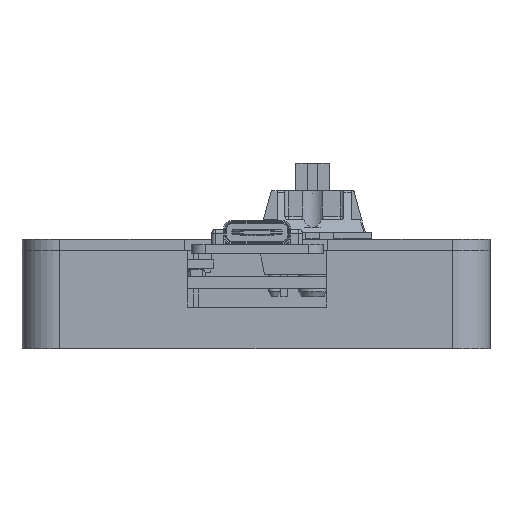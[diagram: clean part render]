
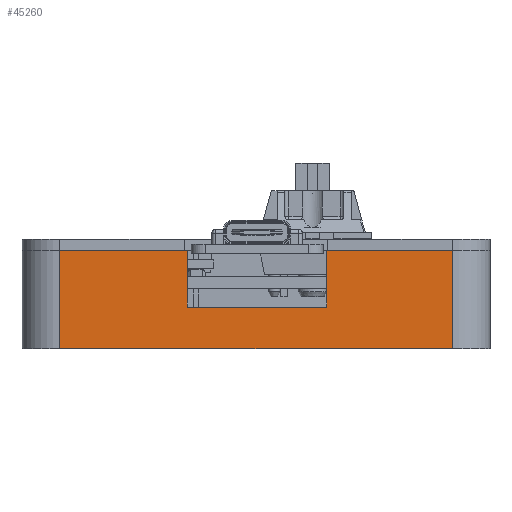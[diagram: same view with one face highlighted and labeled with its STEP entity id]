
A CAD part, front view. The second image highlights one B-rep face of the part: STEP entity #45260.
In plain terms, the highlighted planar face has unit normal (0, -1, 0).
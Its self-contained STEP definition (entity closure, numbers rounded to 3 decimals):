
#2656=PLANE('',#47700);
#4179=FACE_OUTER_BOUND('',#6358,.T.);
#6358=EDGE_LOOP('',(#33015,#33016,#33017,#33018,#33019,#33020,#33021,#33022));
#8790=LINE('',#63309,#14173);
#8797=LINE('',#63337,#14180);
#8805=LINE('',#63353,#14188);
#8809=LINE('',#63372,#14192);
#8810=LINE('',#63375,#14193);
#8811=LINE('',#63377,#14194);
#8812=LINE('',#63378,#14195);
#8813=LINE('',#63379,#14196);
#14173=VECTOR('',#50681,10.);
#14180=VECTOR('',#50708,10.);
#14188=VECTOR('',#50716,10.);
#14192=VECTOR('',#50738,10.);
#14193=VECTOR('',#50741,10.);
#14194=VECTOR('',#50742,10.);
#14195=VECTOR('',#50743,10.);
#14196=VECTOR('',#50744,10.);
#20330=VERTEX_POINT('',#63306);
#20331=VERTEX_POINT('',#63308);
#20341=VERTEX_POINT('',#63334);
#20342=VERTEX_POINT('',#63336);
#20349=VERTEX_POINT('',#63350);
#20350=VERTEX_POINT('',#63352);
#20357=VERTEX_POINT('',#63374);
#20358=VERTEX_POINT('',#63376);
#25634=EDGE_CURVE('',#20330,#20331,#8790,.T.);
#25648=EDGE_CURVE('',#20341,#20342,#8797,.T.);
#25656=EDGE_CURVE('',#20349,#20350,#8805,.T.);
#25666=EDGE_CURVE('',#20350,#20330,#8809,.T.);
#25667=EDGE_CURVE('',#20349,#20357,#8810,.T.);
#25668=EDGE_CURVE('',#20357,#20358,#8811,.T.);
#25669=EDGE_CURVE('',#20358,#20342,#8812,.T.);
#25670=EDGE_CURVE('',#20331,#20341,#8813,.T.);
#33015=ORIENTED_EDGE('',*,*,#25666,.F.);
#33016=ORIENTED_EDGE('',*,*,#25656,.F.);
#33017=ORIENTED_EDGE('',*,*,#25667,.T.);
#33018=ORIENTED_EDGE('',*,*,#25668,.T.);
#33019=ORIENTED_EDGE('',*,*,#25669,.T.);
#33020=ORIENTED_EDGE('',*,*,#25648,.F.);
#33021=ORIENTED_EDGE('',*,*,#25670,.F.);
#33022=ORIENTED_EDGE('',*,*,#25634,.F.);
#45260=ADVANCED_FACE('',(#4179),#2656,.T.);
#47700=AXIS2_PLACEMENT_3D('',#63373,#50739,#50740);
#50681=DIRECTION('',(-1.,0.,0.));
#50708=DIRECTION('',(1.,0.,0.));
#50716=DIRECTION('',(1.,0.,0.));
#50738=DIRECTION('',(0.,0.,-1.));
#50739=DIRECTION('center_axis',(0.,-1.,0.));
#50740=DIRECTION('ref_axis',(1.,0.,0.));
#50741=DIRECTION('',(0.,0.,-1.));
#50742=DIRECTION('',(-1.,0.,0.));
#50743=DIRECTION('',(0.,0.,1.));
#50744=DIRECTION('',(0.,0.,1.));
#63306=CARTESIAN_POINT('',(25.727,-66.474,0.));
#63308=CARTESIAN_POINT('',(-26.273,-66.474,0.));
#63309=CARTESIAN_POINT('',(30.727,-66.474,0.));
#63334=CARTESIAN_POINT('',(-26.273,-66.474,13.));
#63336=CARTESIAN_POINT('',(-9.389,-66.474,13.));
#63337=CARTESIAN_POINT('',(30.727,-66.474,13.));
#63350=CARTESIAN_POINT('',(9.111,-66.474,13.));
#63352=CARTESIAN_POINT('',(25.727,-66.474,13.));
#63353=CARTESIAN_POINT('',(30.727,-66.474,13.));
#63372=CARTESIAN_POINT('',(25.727,-66.474,0.));
#63373=CARTESIAN_POINT('Origin',(-31.273,-66.474,0.));
#63374=CARTESIAN_POINT('',(9.111,-66.474,5.5));
#63375=CARTESIAN_POINT('',(9.111,-66.474,6.5));
#63376=CARTESIAN_POINT('',(-9.389,-66.474,5.5));
#63377=CARTESIAN_POINT('',(-15.706,-66.474,5.5));
#63378=CARTESIAN_POINT('',(-9.389,-66.474,6.5));
#63379=CARTESIAN_POINT('',(-26.273,-66.474,0.));
